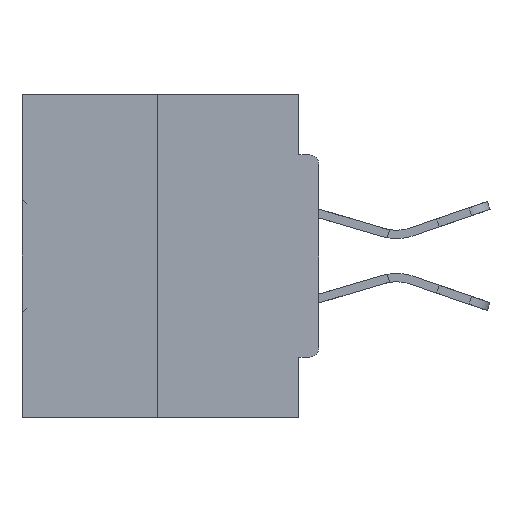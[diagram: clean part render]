
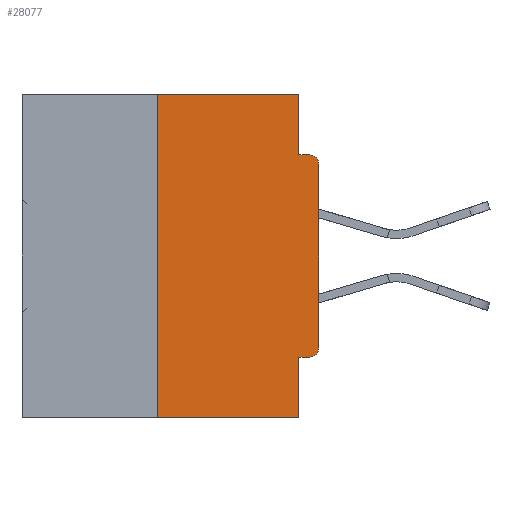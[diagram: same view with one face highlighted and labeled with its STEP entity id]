
A CAD part, left-side view. The second image highlights one B-rep face of the part: STEP entity #28077.
In plain terms, the highlighted planar face has unit normal (-1, 0, 0).
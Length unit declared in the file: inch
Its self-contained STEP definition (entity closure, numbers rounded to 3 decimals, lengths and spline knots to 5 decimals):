
#1328 = ORIENTED_EDGE ( 'NONE', *, *, #25133, .F. ) ;
#1484 = LINE ( 'NONE', #2789, #16983 ) ;
#1854 = LINE ( 'NONE', #1983, #23080 ) ;
#1983 = CARTESIAN_POINT ( 'NONE',  ( 0., 0.031, 0. ) ) ;
#2082 = CARTESIAN_POINT ( 'NONE',  ( 0., 0.46, -0.5 ) ) ;
#2715 = VERTEX_POINT ( 'NONE', #20032 ) ;
#2789 = CARTESIAN_POINT ( 'NONE',  ( 0., 0., 0. ) ) ;
#2854 = LINE ( 'NONE', #24595, #35515 ) ;
#3355 = DIRECTION ( 'NONE',  ( 0., 0., -1. ) ) ;
#3789 = LINE ( 'NONE', #40595, #4381 ) ;
#4381 = VECTOR ( 'NONE', #14794, 39.37008 ) ;
#4392 = VECTOR ( 'NONE', #40538, 39.37008 ) ;
#5554 = EDGE_CURVE ( 'NONE', #10683, #29128, #38204, .T. ) ;
#6007 = EDGE_CURVE ( 'NONE', #2715, #8570, #1484, .T. ) ;
#6111 = DIRECTION ( 'NONE',  ( 0., -1., 0. ) ) ;
#7088 = PLANE ( 'NONE',  #33166 ) ;
#7855 = VECTOR ( 'NONE', #14817, 39.37008 ) ;
#7940 = DIRECTION ( 'NONE',  ( 0., 0., -1. ) ) ;
#8316 = VERTEX_POINT ( 'NONE', #36451 ) ;
#8471 = CARTESIAN_POINT ( 'NONE',  ( 0., 0.031, -0.5 ) ) ;
#8531 = ORIENTED_EDGE ( 'NONE', *, *, #18915, .F. ) ;
#8570 = VERTEX_POINT ( 'NONE', #15750 ) ;
#8870 = VERTEX_POINT ( 'NONE', #21523 ) ;
#10683 = VERTEX_POINT ( 'NONE', #12973 ) ;
#10827 = CARTESIAN_POINT ( 'NONE',  ( 0., 0.25, 0. ) ) ;
#12882 = ORIENTED_EDGE ( 'NONE', *, *, #5554, .F. ) ;
#12973 = CARTESIAN_POINT ( 'NONE',  ( 0., 0.25, -0.5 ) ) ;
#13623 = LINE ( 'NONE', #27119, #40551 ) ;
#14162 = ORIENTED_EDGE ( 'NONE', *, *, #6007, .T. ) ;
#14425 = CARTESIAN_POINT ( 'NONE',  ( 0., 0.46, 0. ) ) ;
#14794 = DIRECTION ( 'NONE',  ( 0., -1., 0. ) ) ;
#14817 = DIRECTION ( 'NONE',  ( 0., 0., 1. ) ) ;
#15750 = CARTESIAN_POINT ( 'NONE',  ( 0., 0., -0.1085 ) ) ;
#16794 = VECTOR ( 'NONE', #6111, 39.37008 ) ;
#16911 = CARTESIAN_POINT ( 'NONE',  ( 0., 0.031, -0.0935 ) ) ;
#16983 = VECTOR ( 'NONE', #39133, 39.37008 ) ;
#17737 = AXIS2_PLACEMENT_3D ( 'NONE', #33319, #32115, #7940 ) ;
#17799 = DIRECTION ( 'NONE',  ( 1., 0., 0. ) ) ;
#18639 = CIRCLE ( 'NONE', #17737, 0.015 ) ;
#18915 = EDGE_CURVE ( 'NONE', #8316, #40507, #2854, .T. ) ;
#20032 = CARTESIAN_POINT ( 'NONE',  ( 0., 0., -0.3915 ) ) ;
#21523 = CARTESIAN_POINT ( 'NONE',  ( 0., 0.031, 0. ) ) ;
#23080 = VECTOR ( 'NONE', #28887, 39.37008 ) ;
#23588 = ORIENTED_EDGE ( 'NONE', *, *, #35035, .T. ) ;
#24322 = CARTESIAN_POINT ( 'NONE',  ( 0., 0.015, -0.1085 ) ) ;
#24444 = DIRECTION ( 'NONE',  ( 0., 1., 0. ) ) ;
#24595 = CARTESIAN_POINT ( 'NONE',  ( 0., 0., -0.4065 ) ) ;
#25007 = CARTESIAN_POINT ( 'NONE',  ( 0., 0., -0.0935 ) ) ;
#25133 = EDGE_CURVE ( 'NONE', #29128, #8870, #3789, .T. ) ;
#25389 = ORIENTED_EDGE ( 'NONE', *, *, #27486, .F. ) ;
#26909 = CARTESIAN_POINT ( 'NONE',  ( 0., 0.25, 0. ) ) ;
#26910 = VERTEX_POINT ( 'NONE', #28290 ) ;
#27119 = CARTESIAN_POINT ( 'NONE',  ( 0., 0.031, -0.5 ) ) ;
#27486 = EDGE_CURVE ( 'NONE', #8870, #46135, #1854, .T. ) ;
#27691 = LINE ( 'NONE', #2082, #16794 ) ;
#28077 = ADVANCED_FACE ( 'NONE', ( #40222 ), #7088, .F. ) ;
#28277 = VERTEX_POINT ( 'NONE', #8471 ) ;
#28290 = CARTESIAN_POINT ( 'NONE',  ( 0., 0.015, -0.0935 ) ) ;
#28571 = ORIENTED_EDGE ( 'NONE', *, *, #40196, .F. ) ;
#28855 = DIRECTION ( 'NONE',  ( 0., 0., -1. ) ) ;
#28887 = DIRECTION ( 'NONE',  ( 0., 0., -1. ) ) ;
#29128 = VERTEX_POINT ( 'NONE', #26909 ) ;
#29918 = AXIS2_PLACEMENT_3D ( 'NONE', #24322, #42946, #39394 ) ;
#30723 = EDGE_CURVE ( 'NONE', #40507, #28277, #13623, .T. ) ;
#30761 = LINE ( 'NONE', #25007, #4392 ) ;
#31217 = CARTESIAN_POINT ( 'NONE',  ( 0., 0.031, -0.4065 ) ) ;
#32115 = DIRECTION ( 'NONE',  ( -1., 0., 0. ) ) ;
#32317 = EDGE_LOOP ( 'NONE', ( #1328, #12882, #42227, #34441, #8531, #23588, #14162, #47338, #28571, #25389 ) ) ;
#33166 = AXIS2_PLACEMENT_3D ( 'NONE', #14425, #17799, #28855 ) ;
#33319 = CARTESIAN_POINT ( 'NONE',  ( 0., 0.015, -0.3915 ) ) ;
#34441 = ORIENTED_EDGE ( 'NONE', *, *, #30723, .F. ) ;
#35035 = EDGE_CURVE ( 'NONE', #8316, #2715, #18639, .T. ) ;
#35515 = VECTOR ( 'NONE', #24444, 39.37008 ) ;
#36451 = CARTESIAN_POINT ( 'NONE',  ( 0., 0.015, -0.4065 ) ) ;
#38204 = LINE ( 'NONE', #10827, #7855 ) ;
#39133 = DIRECTION ( 'NONE',  ( 0., 0., 1. ) ) ;
#39394 = DIRECTION ( 'NONE',  ( 0., 0., -1. ) ) ;
#40196 = EDGE_CURVE ( 'NONE', #46135, #26910, #30761, .T. ) ;
#40222 = FACE_OUTER_BOUND ( 'NONE', #32317, .T. ) ;
#40507 = VERTEX_POINT ( 'NONE', #31217 ) ;
#40538 = DIRECTION ( 'NONE',  ( 0., -1., 0. ) ) ;
#40551 = VECTOR ( 'NONE', #3355, 39.37008 ) ;
#40595 = CARTESIAN_POINT ( 'NONE',  ( 0., 0.46, 0. ) ) ;
#41981 = EDGE_CURVE ( 'NONE', #10683, #28277, #27691, .T. ) ;
#42227 = ORIENTED_EDGE ( 'NONE', *, *, #41981, .T. ) ;
#42946 = DIRECTION ( 'NONE',  ( -1., 0., 0. ) ) ;
#43503 = EDGE_CURVE ( 'NONE', #8570, #26910, #44758, .T. ) ;
#44758 = CIRCLE ( 'NONE', #29918, 0.015 ) ;
#46135 = VERTEX_POINT ( 'NONE', #16911 ) ;
#47338 = ORIENTED_EDGE ( 'NONE', *, *, #43503, .T. ) ;
